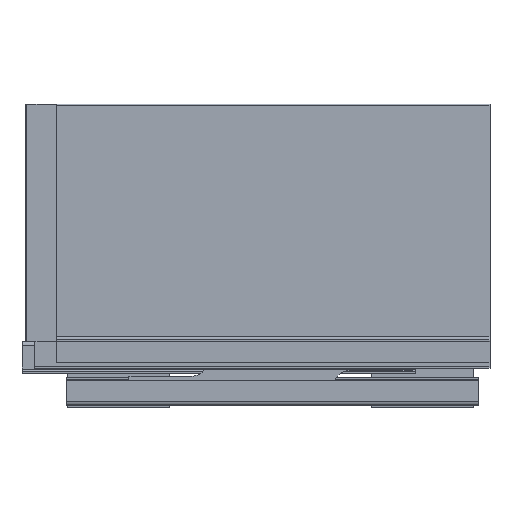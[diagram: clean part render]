
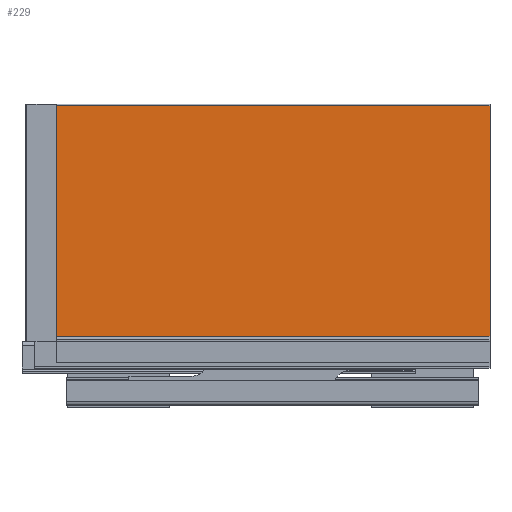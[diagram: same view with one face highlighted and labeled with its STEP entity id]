
A CAD part, top view. The second image highlights one B-rep face of the part: STEP entity #229.
In plain terms, the highlighted planar face has unit normal (0, 0, 1).
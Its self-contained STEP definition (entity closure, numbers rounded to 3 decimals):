
#218 = CARTESIAN_POINT ( 'NONE',  ( -275.5, 167., 14. ) ) ;
#229 = ADVANCED_FACE ( 'NONE', ( #5845 ), #6538, .T. ) ;
#505 = CARTESIAN_POINT ( 'NONE',  ( 0., 20.5, 14. ) ) ;
#738 = VECTOR ( 'NONE', #6769, 1000. ) ;
#964 = CARTESIAN_POINT ( 'NONE',  ( -275.5, 167., 14. ) ) ;
#1045 = LINE ( 'NONE', #2616, #3319 ) ;
#1178 = VERTEX_POINT ( 'NONE', #7733 ) ;
#1562 = CARTESIAN_POINT ( 'NONE',  ( 0., 167., 14. ) ) ;
#2510 = VERTEX_POINT ( 'NONE', #7352 ) ;
#2548 = VERTEX_POINT ( 'NONE', #505 ) ;
#2616 = CARTESIAN_POINT ( 'NONE',  ( 0., 20.5, 14. ) ) ;
#3319 = VECTOR ( 'NONE', #5598, 1000. ) ;
#3623 = VECTOR ( 'NONE', #7154, 1000. ) ;
#3886 = ORIENTED_EDGE ( 'NONE', *, *, #6818, .T. ) ;
#4211 = LINE ( 'NONE', #4994, #3623 ) ;
#4306 = EDGE_CURVE ( 'NONE', #1178, #2548, #8073, .T. ) ;
#4609 = EDGE_LOOP ( 'NONE', ( #6487, #3886, #7949, #7284 ) ) ;
#4994 = CARTESIAN_POINT ( 'NONE',  ( -292., 167., 14. ) ) ;
#5423 = LINE ( 'NONE', #964, #6599 ) ;
#5598 = DIRECTION ( 'NONE',  ( 1., 0., 0. ) ) ;
#5845 = FACE_OUTER_BOUND ( 'NONE', #4609, .T. ) ;
#5894 = DIRECTION ( 'NONE',  ( 0., -1., 0. ) ) ;
#6487 = ORIENTED_EDGE ( 'NONE', *, *, #6529, .F. ) ;
#6519 = AXIS2_PLACEMENT_3D ( 'NONE', #6634, #8818, #5894 ) ;
#6529 = EDGE_CURVE ( 'NONE', #7416, #1178, #4211, .T. ) ;
#6538 = PLANE ( 'NONE',  #6519 ) ;
#6599 = VECTOR ( 'NONE', #9184, 1000. ) ;
#6634 = CARTESIAN_POINT ( 'NONE',  ( -292., 167., 14. ) ) ;
#6769 = DIRECTION ( 'NONE',  ( 0., -1., 0. ) ) ;
#6818 = EDGE_CURVE ( 'NONE', #7416, #2510, #5423, .T. ) ;
#7154 = DIRECTION ( 'NONE',  ( 1., 0., 0. ) ) ;
#7284 = ORIENTED_EDGE ( 'NONE', *, *, #4306, .F. ) ;
#7352 = CARTESIAN_POINT ( 'NONE',  ( -275.5, 20.5, 14. ) ) ;
#7416 = VERTEX_POINT ( 'NONE', #218 ) ;
#7733 = CARTESIAN_POINT ( 'NONE',  ( 0., 167., 14. ) ) ;
#7949 = ORIENTED_EDGE ( 'NONE', *, *, #8012, .T. ) ;
#8012 = EDGE_CURVE ( 'NONE', #2510, #2548, #1045, .T. ) ;
#8073 = LINE ( 'NONE', #1562, #738 ) ;
#8818 = DIRECTION ( 'NONE',  ( 0., 0., 1. ) ) ;
#9184 = DIRECTION ( 'NONE',  ( 0., -1., 0. ) ) ;
